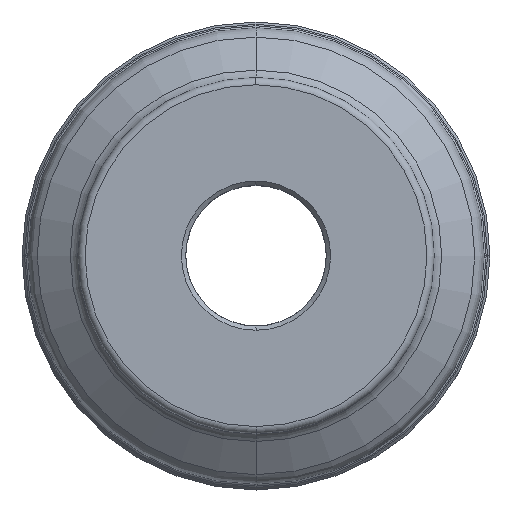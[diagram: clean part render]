
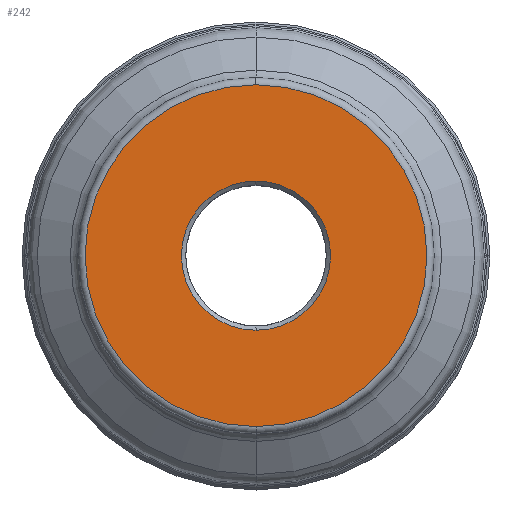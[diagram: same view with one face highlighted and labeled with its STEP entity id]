
A CAD part, top view. The second image highlights one B-rep face of the part: STEP entity #242.
In plain terms, the highlighted planar face has unit normal (0, 0, 1).
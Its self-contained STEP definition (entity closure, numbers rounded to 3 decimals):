
#242=ADVANCED_FACE('',(#306,#307),#297,.F.);
#297=PLANE('',#1578);
#306=FACE_BOUND('',#354,.T.);
#307=FACE_BOUND('',#355,.T.);
#354=EDGE_LOOP('',(#564,#565,#566,#567));
#355=EDGE_LOOP('',(#568,#569));
#564=ORIENTED_EDGE('',*,*,#976,.T.);
#565=ORIENTED_EDGE('',*,*,#974,.T.);
#566=ORIENTED_EDGE('',*,*,#973,.T.);
#567=ORIENTED_EDGE('',*,*,#977,.T.);
#568=ORIENTED_EDGE('',*,*,#978,.T.);
#569=ORIENTED_EDGE('',*,*,#979,.T.);
#834=VERTEX_POINT('',#2431);
#835=VERTEX_POINT('',#2433);
#836=VERTEX_POINT('',#2435);
#837=VERTEX_POINT('',#2439);
#838=VERTEX_POINT('',#2443);
#839=VERTEX_POINT('',#2444);
#973=EDGE_CURVE('',#835,#834,#1148,.T.);
#974=EDGE_CURVE('',#836,#835,#1149,.T.);
#976=EDGE_CURVE('',#837,#836,#1151,.T.);
#977=EDGE_CURVE('',#834,#837,#1152,.T.);
#978=EDGE_CURVE('',#838,#839,#1153,.T.);
#979=EDGE_CURVE('',#839,#838,#1154,.T.);
#1148=CIRCLE('',#1569,46.385);
#1149=CIRCLE('',#1570,46.385);
#1151=CIRCLE('',#1573,46.385);
#1152=CIRCLE('',#1574,46.385);
#1153=CIRCLE('',#1576,20.25);
#1154=CIRCLE('',#1577,20.25);
#1569=AXIS2_PLACEMENT_3D('',#2432,#1948,#1949);
#1570=AXIS2_PLACEMENT_3D('',#2434,#1950,#1951);
#1573=AXIS2_PLACEMENT_3D('',#2438,#1956,#1957);
#1574=AXIS2_PLACEMENT_3D('',#2440,#1958,#1959);
#1576=AXIS2_PLACEMENT_3D('',#2442,#1962,#1963);
#1577=AXIS2_PLACEMENT_3D('',#2445,#1964,#1965);
#1578=AXIS2_PLACEMENT_3D('',#2446,#1966,#1967);
#1948=DIRECTION('',(0.,0.,1.));
#1949=DIRECTION('',(0.,1.,0.));
#1950=DIRECTION('',(0.,0.,1.));
#1951=DIRECTION('',(0.,-1.,0.));
#1956=DIRECTION('',(0.,0.,1.));
#1957=DIRECTION('',(0.,-1.,0.));
#1958=DIRECTION('',(0.,0.,1.));
#1959=DIRECTION('',(0.,1.,0.));
#1962=DIRECTION('',(0.,0.,-1.));
#1963=DIRECTION('',(0.,-1.,0.));
#1964=DIRECTION('',(0.,0.,-1.));
#1965=DIRECTION('',(0.,1.,0.));
#1966=DIRECTION('',(0.,0.,-1.));
#1967=DIRECTION('',(0.,1.,0.));
#2431=CARTESIAN_POINT('',(0.,46.385,0.));
#2432=CARTESIAN_POINT('',(0.,0.,0.));
#2433=CARTESIAN_POINT('',(0.021,46.385,0.));
#2434=CARTESIAN_POINT('',(0.,0.,0.));
#2435=CARTESIAN_POINT('',(0.,-46.385,0.));
#2438=CARTESIAN_POINT('',(0.,0.,0.));
#2439=CARTESIAN_POINT('',(-0.021,-46.385,0.));
#2440=CARTESIAN_POINT('',(0.,0.,0.));
#2442=CARTESIAN_POINT('',(0.,0.,0.));
#2443=CARTESIAN_POINT('',(0.,-20.25,0.));
#2444=CARTESIAN_POINT('',(0.,20.25,0.));
#2445=CARTESIAN_POINT('',(0.,0.,0.));
#2446=CARTESIAN_POINT('',(0.,0.,0.));
